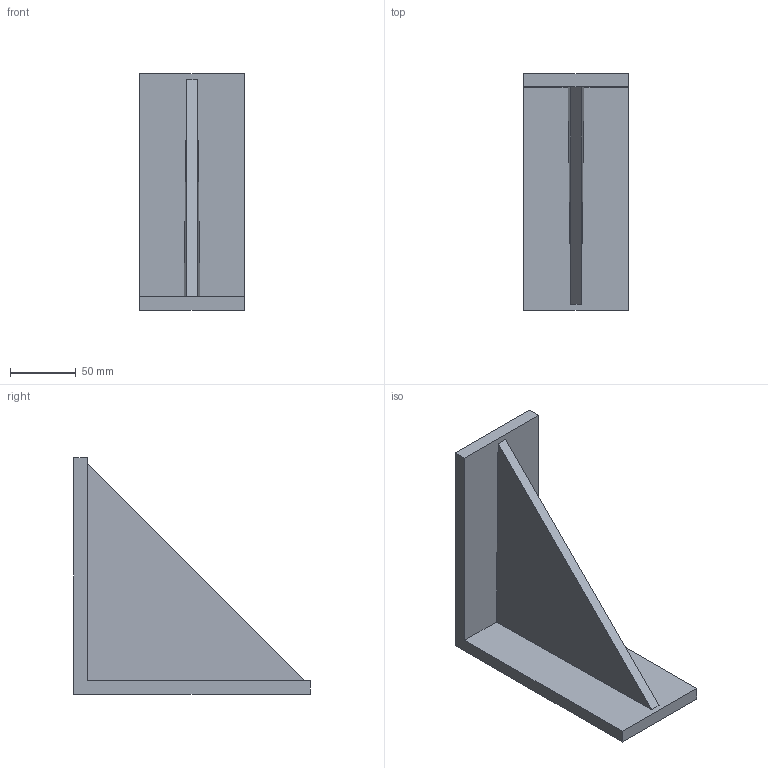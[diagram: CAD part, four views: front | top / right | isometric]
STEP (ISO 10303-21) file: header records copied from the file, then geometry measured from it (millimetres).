
FILE_DESCRIPTION(('STEP AP214'),'1');
FILE_NAME('cctmp_9D189563-A13B-40A4-8EFD-A689853D4DD6_2020_9_10_17_0_23_91..stp','2020-09-10T15:00:23',('Bosch Rexroth AG'),('CADClick - www.CADClick.com'),'Spatial InterOp 3D',' ','unknown authorization - (Healing Option Enabled)');
FILE_SCHEMA(('AUTOMOTIVE_DESIGN'));
Length unit declared in the file: millimetre
Products named in the file (1): 2020_09_10__17-00-23-088
Bounding box: 80 x 180 x 180 mm (x, y, z)
Volume: 408348.7 mm3; surface area: 90569.1 mm2
Topology: 1 solids, 1 shells, 11 faces, 27 edges, 18 vertices
Faces by surface type: plane 11
Entity records: 433 total; most frequent: CARTESIAN_POINT 57, ORIENTED_EDGE 54, DIRECTION 51, EDGE_CURVE 27, LINE 27, VECTOR 27, VERTEX_POINT 18, STYLED_ITEM 12
